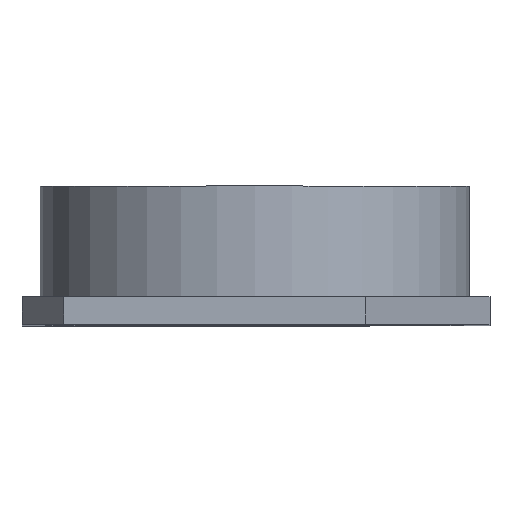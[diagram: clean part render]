
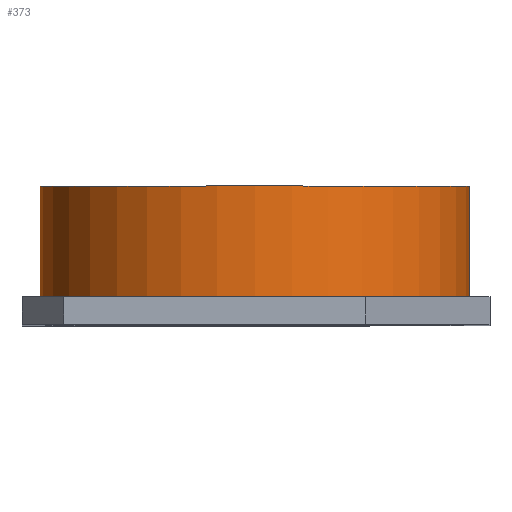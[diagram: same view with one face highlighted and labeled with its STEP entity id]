
A CAD part, top view. The second image highlights one B-rep face of the part: STEP entity #373.
In plain terms, the highlighted cylindrical face has radius 15.5 mm (diameter 31 mm), a full revolution.
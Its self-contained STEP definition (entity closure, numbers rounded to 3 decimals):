
#232 = EDGE_CURVE('',#233,#233,#235,.T.);
#233 = VERTEX_POINT('',#234);
#234 = CARTESIAN_POINT('',(35.5,2.,54.));
#235 = CIRCLE('',#236,15.5);
#236 = AXIS2_PLACEMENT_3D('',#237,#238,#239);
#237 = CARTESIAN_POINT('',(20.,2.,54.));
#238 = DIRECTION('',(0.,-1.,0.));
#239 = DIRECTION('',(1.,0.,0.));
#373 = ADVANCED_FACE('',(#374),#393,.T.);
#374 = FACE_BOUND('',#375,.T.);
#375 = EDGE_LOOP('',(#376,#377,#385,#392));
#376 = ORIENTED_EDGE('',*,*,#232,.F.);
#377 = ORIENTED_EDGE('',*,*,#378,.T.);
#378 = EDGE_CURVE('',#233,#379,#381,.T.);
#379 = VERTEX_POINT('',#380);
#380 = CARTESIAN_POINT('',(35.5,10.,54.));
#381 = LINE('',#382,#383);
#382 = CARTESIAN_POINT('',(35.5,0.,54.));
#383 = VECTOR('',#384,1.);
#384 = DIRECTION('',(0.,1.,0.));
#385 = ORIENTED_EDGE('',*,*,#386,.T.);
#386 = EDGE_CURVE('',#379,#379,#387,.T.);
#387 = CIRCLE('',#388,15.5);
#388 = AXIS2_PLACEMENT_3D('',#389,#390,#391);
#389 = CARTESIAN_POINT('',(20.,10.,54.));
#390 = DIRECTION('',(0.,-1.,0.));
#391 = DIRECTION('',(1.,0.,0.));
#392 = ORIENTED_EDGE('',*,*,#378,.F.);
#393 = CYLINDRICAL_SURFACE('',#394,15.5);
#394 = AXIS2_PLACEMENT_3D('',#395,#396,#397);
#395 = CARTESIAN_POINT('',(20.,0.,54.));
#396 = DIRECTION('',(0.,-1.,0.));
#397 = DIRECTION('',(1.,0.,0.));
